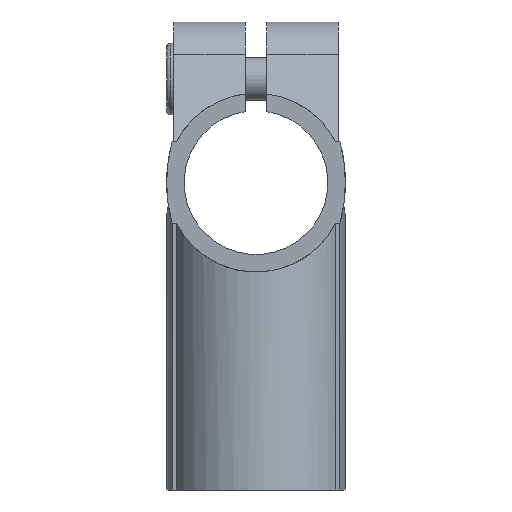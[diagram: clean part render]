
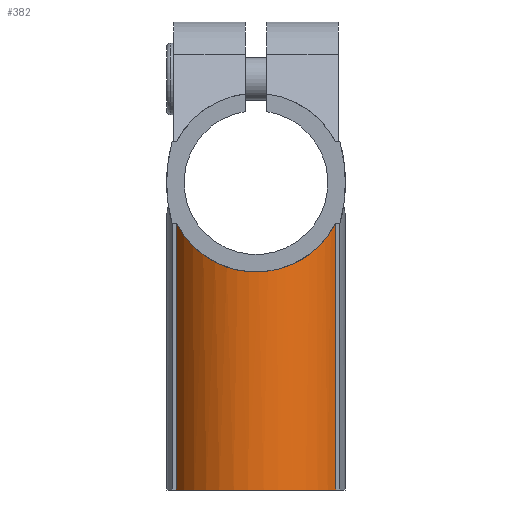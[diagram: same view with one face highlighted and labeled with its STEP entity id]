
A CAD part, front view. The second image highlights one B-rep face of the part: STEP entity #382.
In plain terms, the highlighted cylindrical face has radius 12.5 mm (diameter 25 mm), a partial arc.
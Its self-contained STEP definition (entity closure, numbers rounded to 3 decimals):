
#382 = ADVANCED_FACE( '', ( #802 ), #803, .T. );
#802 = FACE_OUTER_BOUND( '', #1228, .T. );
#803 = CYLINDRICAL_SURFACE( '', #1229, 12.5 );
#1228 = EDGE_LOOP( '', ( #2271, #2272, #2273, #2274 ) );
#1229 = AXIS2_PLACEMENT_3D( '', #2275, #2276, #2277 );
#2271 = ORIENTED_EDGE( '', *, *, #2642, .F. );
#2272 = ORIENTED_EDGE( '', *, *, #2690, .F. );
#2273 = ORIENTED_EDGE( '', *, *, #2402, .T. );
#2274 = ORIENTED_EDGE( '', *, *, #2741, .T. );
#2275 = CARTESIAN_POINT( '', ( 0., 0., -43. ) );
#2276 = DIRECTION( '', ( 0., 0., -1. ) );
#2277 = DIRECTION( '', ( 1., 0., 0. ) );
#2402 = EDGE_CURVE( '', #2848, #2846, #2849, .T. );
#2642 = EDGE_CURVE( '', #3236, #3238, #3239, .T. );
#2690 = EDGE_CURVE( '', #2848, #3236, #3304, .T. );
#2741 = EDGE_CURVE( '', #2846, #3238, #3369, .T. );
#2846 = VERTEX_POINT( '', #3544 );
#2848 = VERTEX_POINT( '', #3547 );
#2849 = CIRCLE( '', #3548, 12.5 );
#3236 = VERTEX_POINT( '', #4110 );
#3238 = VERTEX_POINT( '', #4113 );
#3239 = ELLIPSE( '', #4114, 17.678, 12.5 );
#3304 = LINE( '', #4206, #4207 );
#3369 = LINE( '', #4298, #4299 );
#3544 = CARTESIAN_POINT( '', ( 11.125, -5.7, -43. ) );
#3547 = CARTESIAN_POINT( '', ( -11.125, -5.7, -43. ) );
#3548 = AXIS2_PLACEMENT_3D( '', #4488, #4489, #4490 );
#4110 = CARTESIAN_POINT( '', ( -11.125, -5.7, -5.7 ) );
#4113 = CARTESIAN_POINT( '', ( 11.125, -5.7, -5.7 ) );
#4114 = AXIS2_PLACEMENT_3D( '', #4759, #4760, #4761 );
#4206 = CARTESIAN_POINT( '', ( -11.125, -5.7, -43. ) );
#4207 = VECTOR( '', #4807, 1000. );
#4298 = CARTESIAN_POINT( '', ( 11.125, -5.7, -43. ) );
#4299 = VECTOR( '', #4855, 1000. );
#4488 = CARTESIAN_POINT( '', ( 0., 0., -43. ) );
#4489 = DIRECTION( '', ( 0., 0., 1. ) );
#4490 = DIRECTION( '', ( 1., 0., 0. ) );
#4759 = CARTESIAN_POINT( '', ( 0., 0., 0. ) );
#4760 = DIRECTION( '', ( 0., -0.707, 0.707 ) );
#4761 = DIRECTION( '', ( 0., -0.707, -0.707 ) );
#4807 = DIRECTION( '', ( 0., 0., 1. ) );
#4855 = DIRECTION( '', ( 0., 0., 1. ) );
